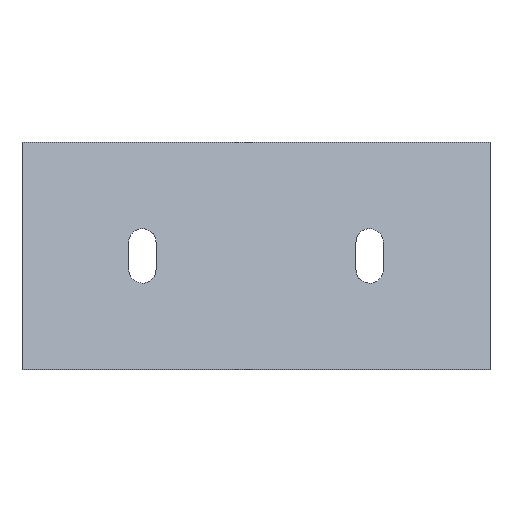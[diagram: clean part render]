
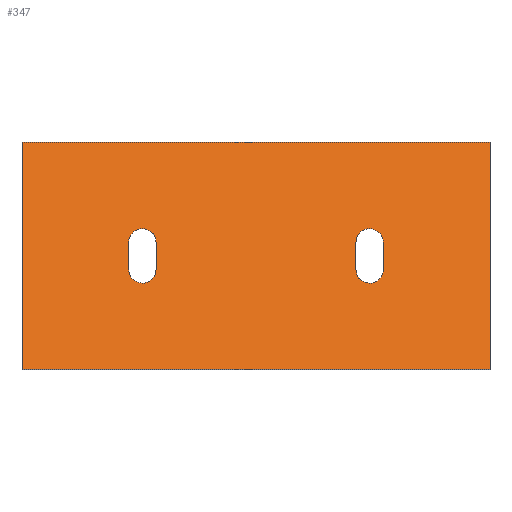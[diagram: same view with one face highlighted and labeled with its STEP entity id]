
A CAD part, top view. The second image highlights one B-rep face of the part: STEP entity #347.
In plain terms, the highlighted planar face has unit normal (0, 0.342, 0.94).
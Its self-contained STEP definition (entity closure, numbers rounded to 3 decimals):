
#17=FACE_BOUND('',#72,.T.);
#18=FACE_BOUND('',#73,.T.);
#35=ELLIPSE('',#379,6.385,6.);
#36=ELLIPSE('',#383,6.385,6.);
#37=ELLIPSE('',#386,6.385,6.);
#38=ELLIPSE('',#390,6.385,6.);
#53=FACE_OUTER_BOUND('',#71,.T.);
#71=EDGE_LOOP('',(#265,#266,#267,#268));
#72=EDGE_LOOP('',(#269,#270,#271,#272));
#73=EDGE_LOOP('',(#273,#274,#275,#276));
#87=LINE('',#517,#119);
#92=LINE('',#531,#124);
#97=LINE('',#549,#129);
#101=LINE('',#560,#133);
#103=LINE('',#565,#135);
#104=LINE('',#567,#136);
#105=LINE('',#569,#137);
#106=LINE('',#570,#138);
#119=VECTOR('',#415,10.);
#124=VECTOR('',#428,10.);
#129=VECTOR('',#447,10.);
#133=VECTOR('',#459,10.);
#135=VECTOR('',#463,10.);
#136=VECTOR('',#464,10.);
#137=VECTOR('',#465,10.);
#138=VECTOR('',#466,10.);
#151=VERTEX_POINT('',#515);
#152=VERTEX_POINT('',#516);
#155=VERTEX_POINT('',#524);
#157=VERTEX_POINT('',#530);
#159=VERTEX_POINT('',#539);
#160=VERTEX_POINT('',#540);
#163=VERTEX_POINT('',#548);
#165=VERTEX_POINT('',#554);
#167=VERTEX_POINT('',#563);
#168=VERTEX_POINT('',#564);
#169=VERTEX_POINT('',#566);
#170=VERTEX_POINT('',#568);
#185=EDGE_CURVE('',#151,#152,#87,.T.);
#189=EDGE_CURVE('',#152,#155,#35,.T.);
#192=EDGE_CURVE('',#155,#157,#92,.T.);
#195=EDGE_CURVE('',#157,#151,#36,.T.);
#197=EDGE_CURVE('',#159,#160,#37,.T.);
#201=EDGE_CURVE('',#160,#163,#97,.T.);
#204=EDGE_CURVE('',#163,#165,#38,.T.);
#207=EDGE_CURVE('',#165,#159,#101,.T.);
#209=EDGE_CURVE('',#167,#168,#103,.T.);
#210=EDGE_CURVE('',#169,#167,#104,.T.);
#211=EDGE_CURVE('',#170,#169,#105,.T.);
#212=EDGE_CURVE('',#168,#170,#106,.T.);
#265=ORIENTED_EDGE('',*,*,#209,.F.);
#266=ORIENTED_EDGE('',*,*,#210,.F.);
#267=ORIENTED_EDGE('',*,*,#211,.F.);
#268=ORIENTED_EDGE('',*,*,#212,.F.);
#269=ORIENTED_EDGE('',*,*,#192,.T.);
#270=ORIENTED_EDGE('',*,*,#195,.T.);
#271=ORIENTED_EDGE('',*,*,#185,.T.);
#272=ORIENTED_EDGE('',*,*,#189,.T.);
#273=ORIENTED_EDGE('',*,*,#204,.T.);
#274=ORIENTED_EDGE('',*,*,#207,.T.);
#275=ORIENTED_EDGE('',*,*,#197,.T.);
#276=ORIENTED_EDGE('',*,*,#201,.T.);
#333=PLANE('',#393);
#347=ADVANCED_FACE('',(#53,#17,#18),#333,.T.);
#379=AXIS2_PLACEMENT_3D('',#525,#421,#422);
#383=AXIS2_PLACEMENT_3D('',#536,#433,#434);
#386=AXIS2_PLACEMENT_3D('',#541,#439,#440);
#390=AXIS2_PLACEMENT_3D('',#555,#452,#453);
#393=AXIS2_PLACEMENT_3D('',#562,#461,#462);
#415=DIRECTION('',(0.,-0.94,0.342));
#421=DIRECTION('center_axis',(0.,-0.342,-0.94));
#422=DIRECTION('ref_axis',(0.,0.94,-0.342));
#428=DIRECTION('',(0.,0.94,-0.342));
#433=DIRECTION('center_axis',(0.,-0.342,-0.94));
#434=DIRECTION('ref_axis',(0.,-0.94,0.342));
#439=DIRECTION('center_axis',(0.,-0.342,-0.94));
#440=DIRECTION('ref_axis',(0.,0.94,-0.342));
#447=DIRECTION('',(0.,0.94,-0.342));
#452=DIRECTION('center_axis',(0.,-0.342,-0.94));
#453=DIRECTION('ref_axis',(0.,-0.94,0.342));
#459=DIRECTION('',(0.,-0.94,0.342));
#461=DIRECTION('center_axis',(0.,0.342,0.94));
#462=DIRECTION('ref_axis',(0.,0.94,-0.342));
#463=DIRECTION('',(0.,-0.94,0.342));
#464=DIRECTION('',(1.,0.,0.));
#465=DIRECTION('',(0.,0.94,-0.342));
#466=DIRECTION('',(-1.,0.,0.));
#515=CARTESIAN_POINT('',(59.,-44.,16.015));
#516=CARTESIAN_POINT('',(59.,-56.,20.382));
#517=CARTESIAN_POINT('',(59.,-71.511,26.028));
#524=CARTESIAN_POINT('',(47.,-56.,20.382));
#525=CARTESIAN_POINT('Origin',(53.,-56.,20.382));
#530=CARTESIAN_POINT('',(47.,-44.,16.015));
#531=CARTESIAN_POINT('',(47.,-66.213,24.099));
#536=CARTESIAN_POINT('Origin',(53.,-44.,16.015));
#539=CARTESIAN_POINT('',(159.,-56.,20.382));
#540=CARTESIAN_POINT('',(147.,-56.,20.382));
#541=CARTESIAN_POINT('Origin',(153.,-56.,20.382));
#548=CARTESIAN_POINT('',(147.,-44.,16.015));
#549=CARTESIAN_POINT('',(147.,-66.213,24.099));
#554=CARTESIAN_POINT('',(159.,-44.,16.015));
#555=CARTESIAN_POINT('Origin',(153.,-44.,16.015));
#560=CARTESIAN_POINT('',(159.,-71.511,26.028));
#562=CARTESIAN_POINT('Origin',(206.,-100.,36.397));
#563=CARTESIAN_POINT('',(206.,0.,0.));
#564=CARTESIAN_POINT('',(206.,-100.,36.397));
#565=CARTESIAN_POINT('',(206.,0.,0.));
#566=CARTESIAN_POINT('',(0.,0.,0.));
#567=CARTESIAN_POINT('',(0.,0.,0.));
#568=CARTESIAN_POINT('',(0.,-100.,36.397));
#569=CARTESIAN_POINT('',(0.,0.,0.));
#570=CARTESIAN_POINT('',(206.,-100.,36.397));
